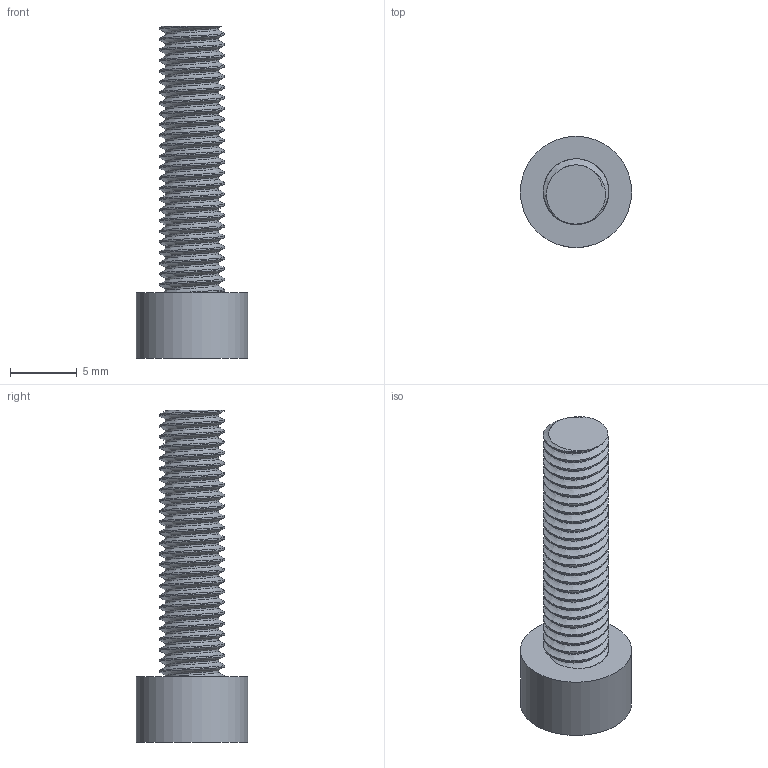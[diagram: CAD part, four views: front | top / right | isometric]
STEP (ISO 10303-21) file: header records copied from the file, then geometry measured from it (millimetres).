
FILE_DESCRIPTION(/* description */ (''),/* implementation_level */ '2;1');
FILE_NAME(/* name */ 'DAC-standard-RH-screw v1.step',/* time_stamp */ '2025-05-31T14:51:24+01:00',/* author */ (''),/* organization */ (''),/* preprocessor_version */ 'ST-DEVELOPER v20.1',/* originating_system */ 'Autodesk Translation Framework v14.10.0.0',/* authorisation */ '');
FILE_SCHEMA (('AUTOMOTIVE_DESIGN { 1 0 10303 214 3 1 1 }'));
Length unit declared in the file: millimetre
Products named in the file (2): DAC-standard-RH-screw; DAC-standard-RH-screw_1
Assembly tree (1 placements, depth 2):
  DAC-standard-RH-screw
    DAC-standard-RH-screw_1
Bounding box: 8.35 x 8.35 x 24.9 mm (x, y, z)
Volume: 535 mm3; surface area: 743.2 mm2
Topology: 1 solids, 1 shells, 65 faces, 183 edges, 122 vertices
Faces by surface type: cylinder 53, plane 10, bspline 2
Full cylindrical faces by diameter (mm): 3.99 x9, 4.901 x16, 8.35 x1
Entity records: 5115 total; most frequent: CARTESIAN_POINT 3594, ORIENTED_EDGE 366, DIRECTION 213, EDGE_CURVE 183, VERTEX_POINT 122, B_SPLINE_CURVE_WITH_KNOTS 108, AXIS2_PLACEMENT_3D 72, LINE 69
